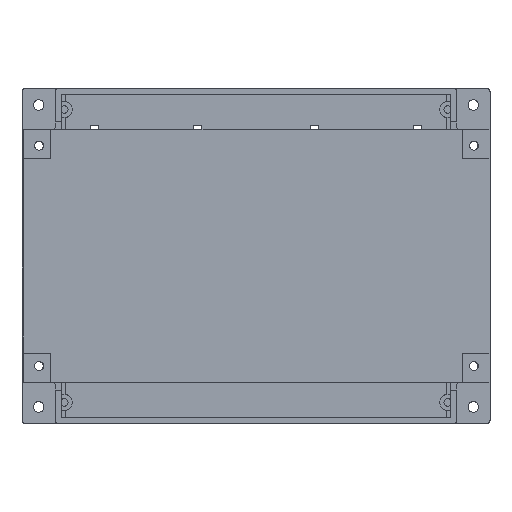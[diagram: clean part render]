
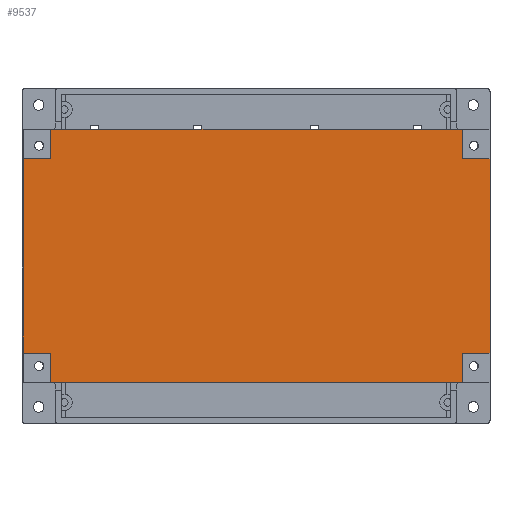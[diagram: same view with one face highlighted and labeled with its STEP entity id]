
A CAD part, top view. The second image highlights one B-rep face of the part: STEP entity #9537.
In plain terms, the highlighted planar face has unit normal (0, 0, 1).
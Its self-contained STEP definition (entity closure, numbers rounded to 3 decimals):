
#549=CARTESIAN_POINT('Vertex',(68.193,-41.85,45.8)) ;
#552=CARTESIAN_POINT('Line Origine',(0.,-41.85,45.8)) ;
#556=CARTESIAN_POINT('Vertex',(-68.193,-41.85,45.8)) ;
#605=CARTESIAN_POINT('Line Origine',(77.3,0.,45.8)) ;
#609=CARTESIAN_POINT('Vertex',(77.3,-32.214,45.8)) ;
#611=CARTESIAN_POINT('Vertex',(77.3,32.214,45.8)) ;
#1772=CARTESIAN_POINT('Vertex',(-68.193,41.85,45.8)) ;
#1775=CARTESIAN_POINT('Line Origine',(0.,41.85,45.8)) ;
#1779=CARTESIAN_POINT('Vertex',(68.193,41.85,45.8)) ;
#3393=CARTESIAN_POINT('Vertex',(-68.193,32.214,45.8)) ;
#3398=CARTESIAN_POINT('Line Origine',(-68.193,37.032,45.8)) ;
#3424=CARTESIAN_POINT('Vertex',(-77.3,32.214,45.8)) ;
#3429=CARTESIAN_POINT('Line Origine',(-72.747,32.214,45.8)) ;
#3455=CARTESIAN_POINT('Vertex',(-68.193,-32.214,45.8)) ;
#3460=CARTESIAN_POINT('Line Origine',(-72.747,-32.214,45.8)) ;
#3464=CARTESIAN_POINT('Vertex',(-77.3,-32.214,45.8)) ;
#3486=CARTESIAN_POINT('Line Origine',(-68.193,-37.032,45.8)) ;
#3507=CARTESIAN_POINT('Vertex',(68.193,32.214,45.8)) ;
#3512=CARTESIAN_POINT('Line Origine',(72.747,32.214,45.8)) ;
#3534=CARTESIAN_POINT('Line Origine',(68.193,37.032,45.8)) ;
#9166=CARTESIAN_POINT('Line Origine',(-77.3,0.,45.8)) ;
#9506=CARTESIAN_POINT('Axis2P3D Location',(0.,0.,45.8)) ;
#9511=CARTESIAN_POINT('Line Origine',(68.193,-37.032,45.8)) ;
#9515=CARTESIAN_POINT('Vertex',(68.193,-32.214,45.8)) ;
#9518=CARTESIAN_POINT('Line Origine',(72.747,-32.214,45.8)) ;
#553=DIRECTION('Vector Direction',(-1.,0.,0.)) ;
#606=DIRECTION('Vector Direction',(0.,-1.,0.)) ;
#1776=DIRECTION('Vector Direction',(1.,0.,0.)) ;
#3399=DIRECTION('Vector Direction',(0.,-1.,0.)) ;
#3430=DIRECTION('Vector Direction',(1.,0.,0.)) ;
#3461=DIRECTION('Vector Direction',(1.,0.,0.)) ;
#3487=DIRECTION('Vector Direction',(0.,1.,0.)) ;
#3513=DIRECTION('Vector Direction',(-1.,0.,0.)) ;
#3535=DIRECTION('Vector Direction',(0.,-1.,0.)) ;
#9167=DIRECTION('Vector Direction',(0.,1.,0.)) ;
#9507=DIRECTION('Axis2P3D Direction',(0.,0.,1.)) ;
#9508=DIRECTION('Axis2P3D XDirection',(1.,0.,0.)) ;
#9512=DIRECTION('Vector Direction',(0.,1.,0.)) ;
#9519=DIRECTION('Vector Direction',(-1.,0.,0.)) ;
#9509=AXIS2_PLACEMENT_3D('Plane Axis2P3D',#9506,#9507,#9508) ;
#9524=ORIENTED_EDGE('',*,*,#3402,.F.) ;
#9525=ORIENTED_EDGE('',*,*,#3433,.F.) ;
#9526=ORIENTED_EDGE('',*,*,#9170,.T.) ;
#9527=ORIENTED_EDGE('',*,*,#3466,.F.) ;
#9528=ORIENTED_EDGE('',*,*,#3490,.F.) ;
#9529=ORIENTED_EDGE('',*,*,#558,.T.) ;
#9530=ORIENTED_EDGE('',*,*,#9517,.F.) ;
#9531=ORIENTED_EDGE('',*,*,#9522,.F.) ;
#9532=ORIENTED_EDGE('',*,*,#613,.T.) ;
#9533=ORIENTED_EDGE('',*,*,#3516,.F.) ;
#9534=ORIENTED_EDGE('',*,*,#3538,.F.) ;
#9535=ORIENTED_EDGE('',*,*,#1781,.T.) ;
#554=VECTOR('Line Direction',#553,1.) ;
#607=VECTOR('Line Direction',#606,1.) ;
#1777=VECTOR('Line Direction',#1776,1.) ;
#3400=VECTOR('Line Direction',#3399,1.) ;
#3431=VECTOR('Line Direction',#3430,1.) ;
#3462=VECTOR('Line Direction',#3461,1.) ;
#3488=VECTOR('Line Direction',#3487,1.) ;
#3514=VECTOR('Line Direction',#3513,1.) ;
#3536=VECTOR('Line Direction',#3535,1.) ;
#9168=VECTOR('Line Direction',#9167,1.) ;
#9513=VECTOR('Line Direction',#9512,1.) ;
#9520=VECTOR('Line Direction',#9519,1.) ;
#9537=ADVANCED_FACE('PartBody',(#9536),#9510,.T.) ;
#558=EDGE_CURVE('',#557,#550,#555,.F.) ;
#613=EDGE_CURVE('',#610,#612,#608,.F.) ;
#1781=EDGE_CURVE('',#1780,#1773,#1778,.F.) ;
#3402=EDGE_CURVE('',#3394,#1773,#3401,.F.) ;
#3433=EDGE_CURVE('',#3425,#3394,#3432,.T.) ;
#3466=EDGE_CURVE('',#3456,#3465,#3463,.F.) ;
#3490=EDGE_CURVE('',#557,#3456,#3489,.T.) ;
#3516=EDGE_CURVE('',#3508,#612,#3515,.F.) ;
#3538=EDGE_CURVE('',#1780,#3508,#3537,.T.) ;
#9170=EDGE_CURVE('',#3425,#3465,#9169,.F.) ;
#9517=EDGE_CURVE('',#9516,#550,#9514,.F.) ;
#9522=EDGE_CURVE('',#610,#9516,#9521,.T.) ;
#9523=EDGE_LOOP('',(#9524,#9525,#9526,#9527,#9528,#9529,#9530,#9531,#9532,#9533,#9534,#9535)) ;
#9536=FACE_OUTER_BOUND('',#9523,.T.) ;
#555=LINE('Line',#552,#554) ;
#608=LINE('Line',#605,#607) ;
#1778=LINE('Line',#1775,#1777) ;
#3401=LINE('Line',#3398,#3400) ;
#3432=LINE('Line',#3429,#3431) ;
#3463=LINE('Line',#3460,#3462) ;
#3489=LINE('Line',#3486,#3488) ;
#3515=LINE('Line',#3512,#3514) ;
#3537=LINE('Line',#3534,#3536) ;
#9169=LINE('Line',#9166,#9168) ;
#9514=LINE('Line',#9511,#9513) ;
#9521=LINE('Line',#9518,#9520) ;
#9510=PLANE('',#9509) ;
#550=VERTEX_POINT('',#549) ;
#557=VERTEX_POINT('',#556) ;
#610=VERTEX_POINT('',#609) ;
#612=VERTEX_POINT('',#611) ;
#1773=VERTEX_POINT('',#1772) ;
#1780=VERTEX_POINT('',#1779) ;
#3394=VERTEX_POINT('',#3393) ;
#3425=VERTEX_POINT('',#3424) ;
#3456=VERTEX_POINT('',#3455) ;
#3465=VERTEX_POINT('',#3464) ;
#3508=VERTEX_POINT('',#3507) ;
#9516=VERTEX_POINT('',#9515) ;
